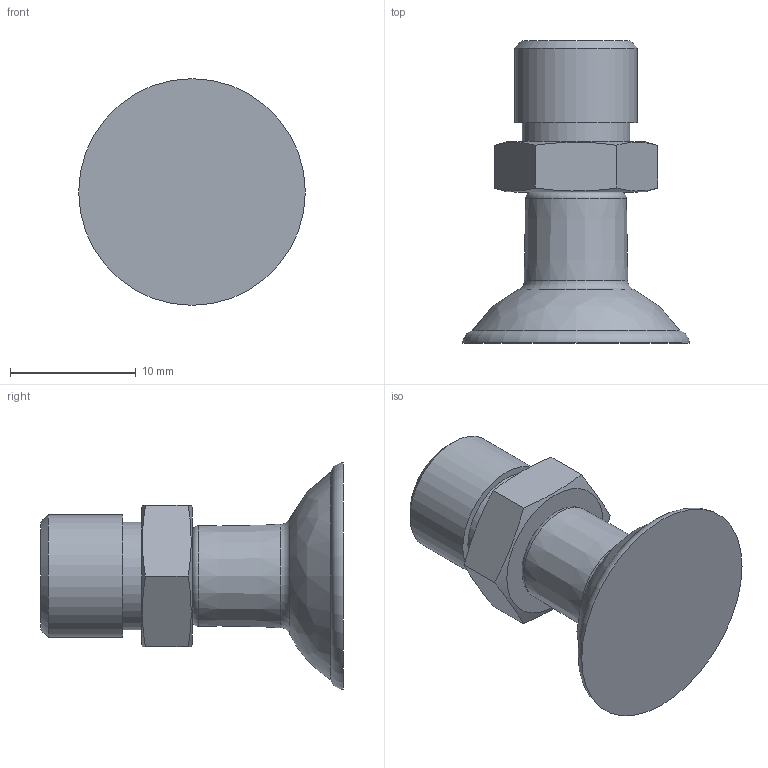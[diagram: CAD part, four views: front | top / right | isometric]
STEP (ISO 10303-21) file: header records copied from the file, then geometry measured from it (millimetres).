
FILE_DESCRIPTION(/* description */ (''),/* implementation_level */ '2;1');
FILE_NAME(/* name */ '3D_vc18sh40sb+rac44r1-8m.stp',/* time_stamp */ '2024-01-23T10:27:24+01:00',/* author */ ('enginyeria2'),/* organization */ (''),/* preprocessor_version */ 'ST-DEVELOPER v17',/* originating_system */ 'Autodesk Inventor 2019',/* authorisation */ '');
FILE_SCHEMA (('AUTOMOTIVE_DESIGN { 1 0 10303 214 3 1 1 }'));
Length unit declared in the file: millimetre
Products named in the file (1): Pieza2
Bounding box: 18 x 24 x 18 mm (x, y, z)
Volume: 2078 mm3; surface area: 1392.1 mm2
Topology: 1 solids, 1 shells, 24 faces, 61 edges, 43 vertices
Faces by surface type: plane 12, cone 5, cylinder 3, torus 3, bspline 1
Full cylindrical faces by diameter (mm): 3 x1, 8.566 x1, 9.728 x1
Entity records: 842 total; most frequent: CARTESIAN_POINT 179, DIRECTION 132, ORIENTED_EDGE 122, EDGE_CURVE 61, AXIS2_PLACEMENT_3D 59, VERTEX_POINT 43, CIRCLE 35, EDGE_LOOP 28
